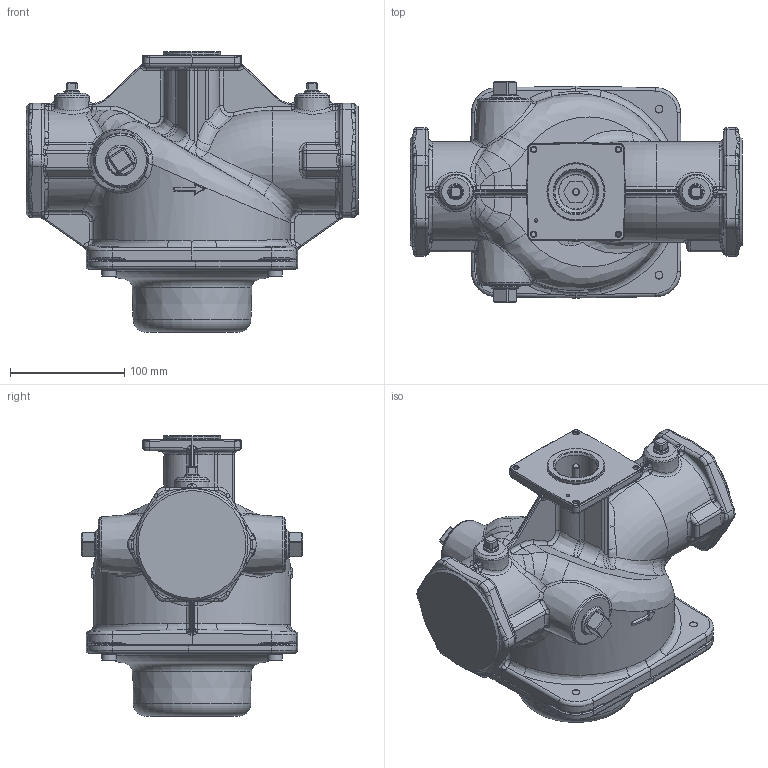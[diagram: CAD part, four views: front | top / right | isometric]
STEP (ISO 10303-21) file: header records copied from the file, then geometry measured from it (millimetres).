
FILE_DESCRIPTION(/* description */ (''),/* implementation_level */ '2;1');
FILE_NAME(/* name */ 'VGG10.654U_A.stp',/* time_stamp */ '2019-03-25T12:20:17+01:00',/* author */ (''),/* organization */ (''),/* preprocessor_version */ 'ST-DEVELOPER v16',/* originating_system */ 'SIEMENS PLM Software NX 10.0',/* authorisation */ '');
FILE_SCHEMA (('AUTOMOTIVE_DESIGN { 1 0 10303 214 3 1 1 1 }'));
Length unit declared in the file: millimetre
Products named in the file (1): gant2770A852x13d
Bounding box: 290 x 193.5 x 245 mm (x, y, z)
Volume: 4495186.3 mm3; surface area: 263474.6 mm2
Topology: 1 solids, 3 shells, 1167 faces, 2722 edges, 1555 vertices
Faces by surface type: bspline 468, plane 258, cylinder 235, cone 101, torus 81, sphere 24
Full cylindrical faces by diameter (mm): 3 x1, 4 x8, 4.2 x4, 6 x1, 6.8 x4, 7.794 x4, 13 x4, 13.716 x2, 15.7 x1, 16.5 x1, 30 x1, 37 x1, 50 x1, 175.1 x1, 181 x1
Entity records: 40046 total; most frequent: CARTESIAN_POINT 17378, ORIENTED_EDGE 5058, DIRECTION 4080, EDGE_CURVE 2529, AXIS2_PLACEMENT_3D 1722, VERTEX_POINT 1510, EDGE_LOOP 1344, ADVANCED_FACE 1167
